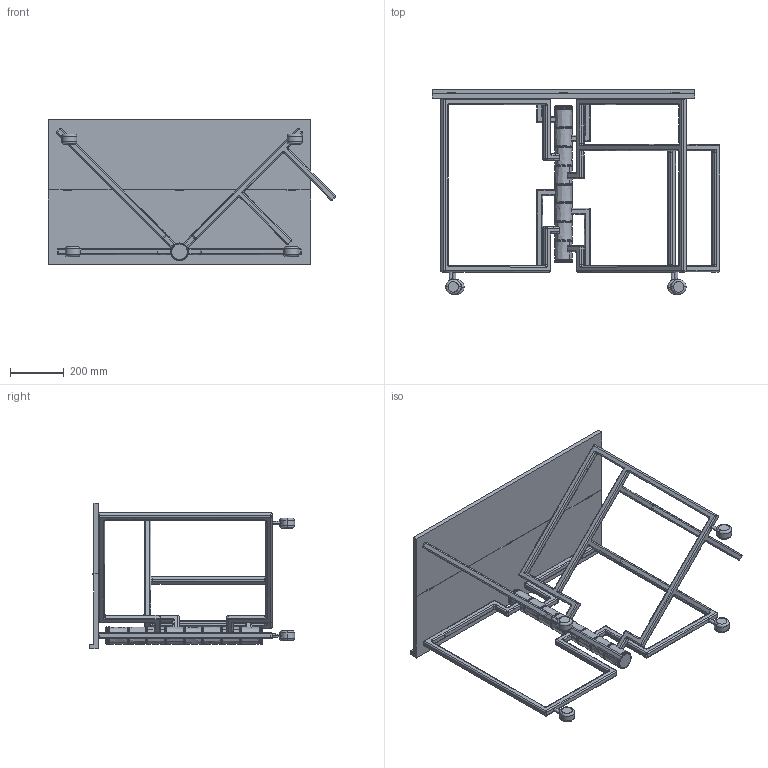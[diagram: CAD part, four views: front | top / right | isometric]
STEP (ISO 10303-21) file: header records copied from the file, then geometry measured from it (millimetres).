
FILE_DESCRIPTION(('FreeCAD Model'),'2;1');
FILE_NAME('Open CASCADE Shape Model','2025-05-09T07:04:02',('FreeCAD'),( 'FreeCAD'),'Open CASCADE STEP processor 7.6','FreeCAD','Unknown');
FILE_SCHEMA(('AUTOMOTIVE_DESIGN { 1 0 10303 214 1 1 1 1 }'));
Products named in the file (1): Open CASCADE STEP translator 7.6 1
Bounding box: 1070.87 x 764.19 x 542.66 mm (x, y, z)
Volume: 15416031.1 mm3; surface area: 2409047.4 mm2
Topology: 16 solids, 19 shells, 989 faces, 2638 edges, 1659 vertices
Faces by surface type: bspline 989
Entity records: 34844 total; most frequent: CARTESIAN_POINT 20805, ORIENTED_EDGE 5154, EDGE_CURVE 2582, VERTEX_POINT 1659, B_SPLINE_CURVE_WITH_KNOTS 1225, FACE_BOUND 1082, EDGE_LOOP 1082, ADVANCED_FACE 989
